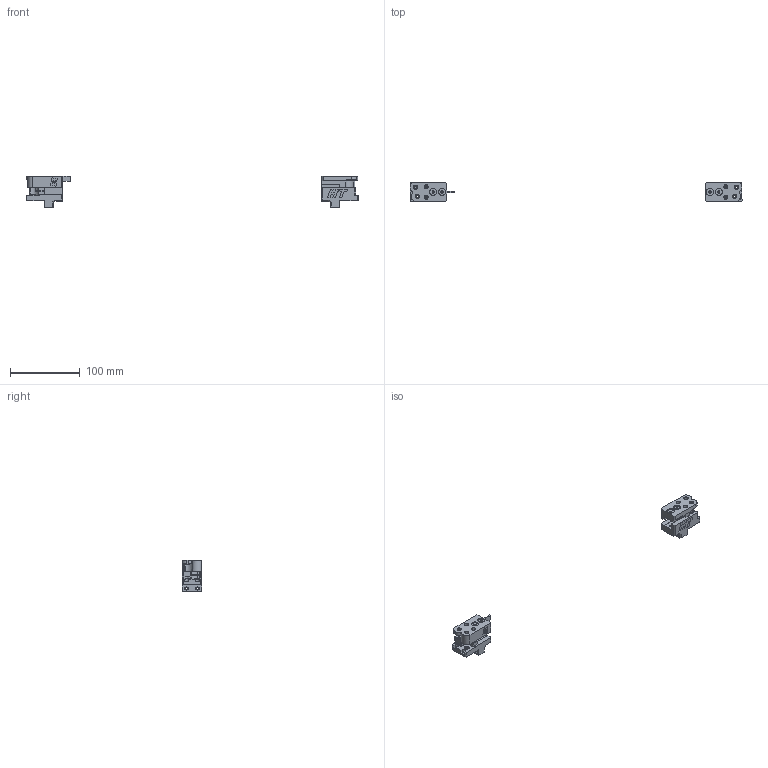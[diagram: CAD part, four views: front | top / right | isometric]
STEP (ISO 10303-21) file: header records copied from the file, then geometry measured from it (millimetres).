
FILE_DESCRIPTION(/* description */ (''),/* implementation_level */ '2;1');
FILE_NAME(/* name */ 'XYHT_1515_corrected v3.step',/* time_stamp */ '2022-05-19T22:26:22-04:00',/* author */ (''),/* organization */ (''),/* preprocessor_version */ 'ST-DEVELOPER v18.1',/* originating_system */ 'Autodesk Translation Framework v10.14.0.1471',/* authorisation */ '');
FILE_SCHEMA (('AUTOMOTIVE_DESIGN { 1 0 10303 214 3 1 1 }'));
Length unit declared in the file: millimetre
Products named in the file (9): XYHT_1515_corrected; XYHT_YCarriage_LH_V2.5(Split) v2; XYHT_YCarriage_LH_V2.52_Split; XYHT_YCarriage_LH_V2.5_Split_Upper; XYHT_YCarriage_LH_V2.52_Split_Lower; XYHT_YCarriage_RH_V2.5(Split) v1; XYHT_YCarriage_RH_V2_Body; XYHT_YCarriage_RH_V2.5_LowerBody; XYHT_YCarriage_RH_V2.5_UpperBody
Assembly tree (8 placements, depth 4):
  XYHT_1515_corrected
    XYHT_YCarriage_LH_V2.5(Split) v2
      XYHT_YCarriage_LH_V2.52_Split
        XYHT_YCarriage_LH_V2.5_Split_Upper
        XYHT_YCarriage_LH_V2.52_Split_Lower
    XYHT_YCarriage_RH_V2.5(Split) v1
      XYHT_YCarriage_RH_V2_Body
        XYHT_YCarriage_RH_V2.5_LowerBody
        XYHT_YCarriage_RH_V2.5_UpperBody
Bounding box: 476.2 x 28.3 x 45.15 mm (x, y, z)
Volume: 72354.9 mm3; surface area: 28759.1 mm2
Topology: 4 solids, 4 shells, 363 faces, 958 edges, 633 vertices
Faces by surface type: plane 265, cylinder 90, cone 8
Full cylindrical faces by diameter (mm): 3.2 x32, 6 x8, 10 x3, 10.4 x2, 11 x1
Entity records: 11534 total; most frequent: CARTESIAN_POINT 1985, DIRECTION 1928, ORIENTED_EDGE 1916, EDGE_CURVE 958, LINE 736, VECTOR 736, VERTEX_POINT 633, AXIS2_PLACEMENT_3D 596
